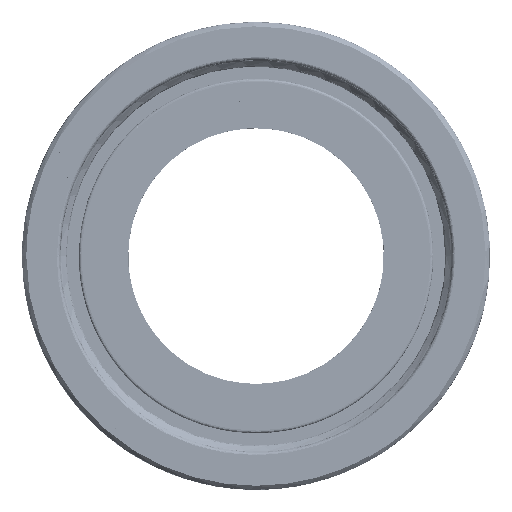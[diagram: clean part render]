
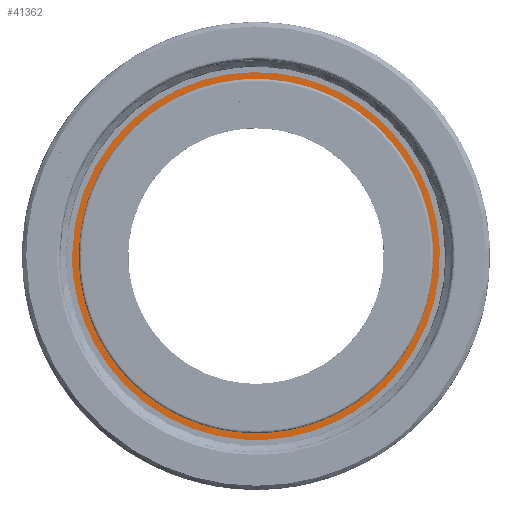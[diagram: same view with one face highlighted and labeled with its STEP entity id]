
A CAD part, left-side view. The second image highlights one B-rep face of the part: STEP entity #41362.
In plain terms, the highlighted free-form (B-spline) face has degree [1, 1] with [2, 2] control points.
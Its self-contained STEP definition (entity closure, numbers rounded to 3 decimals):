
#41329 = EDGE_CURVE('',#41330,#41330,#41332,.T.);
#41330 = VERTEX_POINT('',#41331);
#41331 = CARTESIAN_POINT('',(-63.021,24.74,0.));
#41332 = ( BOUNDED_CURVE() B_SPLINE_CURVE(2,(#41333,#41334,#41335,#41336
    ,#41337,#41338,#41339),.UNSPECIFIED.,.T.,.F.) 
B_SPLINE_CURVE_WITH_KNOTS((1,2,2,2,2,1),(-2.094,0.,
    2.094,4.189,6.283,8.378),
.UNSPECIFIED.) CURVE() GEOMETRIC_REPRESENTATION_ITEM() 
RATIONAL_B_SPLINE_CURVE((1.,0.5,1.,0.5,1.,0.5,1.)) REPRESENTATION_ITEM(
  '') );
#41333 = CARTESIAN_POINT('',(-63.021,24.74,0.));
#41334 = CARTESIAN_POINT('',(-63.021,24.74,
    42.852));
#41335 = CARTESIAN_POINT('',(-63.021,-12.37,
    21.426));
#41336 = CARTESIAN_POINT('',(-63.021,-49.481,
    0.));
#41337 = CARTESIAN_POINT('',(-63.021,-12.37,
    -21.426));
#41338 = CARTESIAN_POINT('',(-63.021,24.74,
    -42.852));
#41339 = CARTESIAN_POINT('',(-63.021,24.74,0.));
#41362 = ADVANCED_FACE('',(#41363,#41377),#41380,.T.);
#41363 = FACE_BOUND('',#41364,.T.);
#41364 = EDGE_LOOP('',(#41365));
#41365 = ORIENTED_EDGE('',*,*,#41366,.T.);
#41366 = EDGE_CURVE('',#41367,#41367,#41369,.T.);
#41367 = VERTEX_POINT('',#41368);
#41368 = CARTESIAN_POINT('',(-63.021,23.84,0.));
#41369 = ( BOUNDED_CURVE() B_SPLINE_CURVE(2,(#41370,#41371,#41372,#41373
    ,#41374,#41375,#41376),.UNSPECIFIED.,.T.,.F.) 
B_SPLINE_CURVE_WITH_KNOTS((1,2,2,2,2,1),(-2.094,0.,
    2.094,4.189,6.283,8.378),
.UNSPECIFIED.) CURVE() GEOMETRIC_REPRESENTATION_ITEM() 
RATIONAL_B_SPLINE_CURVE((1.,0.5,1.,0.5,1.,0.5,1.)) REPRESENTATION_ITEM(
  '') );
#41370 = CARTESIAN_POINT('',(-63.021,23.84,0.));
#41371 = CARTESIAN_POINT('',(-63.021,23.84,
    41.292));
#41372 = CARTESIAN_POINT('',(-63.021,-11.92,
    20.646));
#41373 = CARTESIAN_POINT('',(-63.021,-47.68,
    0.));
#41374 = CARTESIAN_POINT('',(-63.021,-11.92,
    -20.646));
#41375 = CARTESIAN_POINT('',(-63.021,23.84,
    -41.292));
#41376 = CARTESIAN_POINT('',(-63.021,23.84,0.));
#41377 = FACE_BOUND('',#41378,.T.);
#41378 = EDGE_LOOP('',(#41379));
#41379 = ORIENTED_EDGE('',*,*,#41329,.F.);
#41380 = B_SPLINE_SURFACE_WITH_KNOTS('',1,1,(
    (#41381,#41382)
    ,(#41383,#41384
  )),.UNSPECIFIED.,.F.,.F.,.F.,(2,2),(2,2),(-34.35,0.),(-17.175,17.175),
  .PIECEWISE_BEZIER_KNOTS.);
#41381 = CARTESIAN_POINT('',(-63.021,24.74,
    -24.74));
#41382 = CARTESIAN_POINT('',(-63.021,24.74,
    24.74));
#41383 = CARTESIAN_POINT('',(-63.021,-24.74,
    -24.74));
#41384 = CARTESIAN_POINT('',(-63.021,-24.74,
    24.74));
